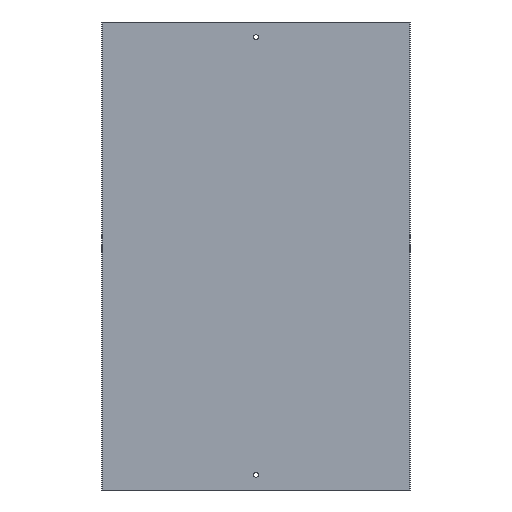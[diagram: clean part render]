
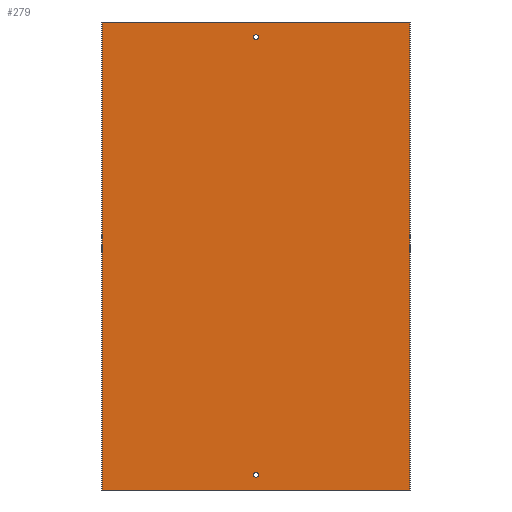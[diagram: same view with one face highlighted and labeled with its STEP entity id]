
A CAD part, front view. The second image highlights one B-rep face of the part: STEP entity #279.
In plain terms, the highlighted planar face has unit normal (0, -1, 0).
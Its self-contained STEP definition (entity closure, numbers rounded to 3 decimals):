
#8 = AXIS2_PLACEMENT_3D ( 'NONE', #423, #428, #382 ) ;
#18 = AXIS2_PLACEMENT_3D ( 'NONE', #335, #309, #315 ) ;
#24 = AXIS2_PLACEMENT_3D ( 'NONE', #306, #307, #310 ) ;
#28 = EDGE_CURVE ( 'NONE', #111, #170, #87, .T. ) ;
#30 = EDGE_CURVE ( 'NONE', #211, #211, #80, .T. ) ;
#31 = EDGE_CURVE ( 'NONE', #202, #202, #74, .T. ) ;
#33 = EDGE_CURVE ( 'NONE', #170, #121, #76, .T. ) ;
#35 = EDGE_CURVE ( 'NONE', #111, #117, #75, .T. ) ;
#55 = EDGE_CURVE ( 'NONE', #117, #121, #240, .T. ) ;
#72 = VECTOR ( 'NONE', #312, 1000. ) ;
#73 = VECTOR ( 'NONE', #334, 1000. ) ;
#74 = CIRCLE ( 'NONE', #18, 2.5 ) ;
#75 = LINE ( 'NONE', #305, #73 ) ;
#76 = LINE ( 'NONE', #351, #72 ) ;
#79 = VECTOR ( 'NONE', #349, 1000. ) ;
#80 = CIRCLE ( 'NONE', #24, 2.5 ) ;
#87 = LINE ( 'NONE', #330, #79 ) ;
#93 = EDGE_LOOP ( 'NONE', ( #175 ) ) ;
#97 = EDGE_LOOP ( 'NONE', ( #122 ) ) ;
#101 = EDGE_LOOP ( 'NONE', ( #127, #178, #124, #125 ) ) ;
#111 = VERTEX_POINT ( 'NONE', #393 ) ;
#117 = VERTEX_POINT ( 'NONE', #398 ) ;
#121 = VERTEX_POINT ( 'NONE', #403 ) ;
#122 = ORIENTED_EDGE ( 'NONE', *, *, #31, .F. ) ;
#124 = ORIENTED_EDGE ( 'NONE', *, *, #35, .F. ) ;
#125 = ORIENTED_EDGE ( 'NONE', *, *, #28, .T. ) ;
#127 = ORIENTED_EDGE ( 'NONE', *, *, #33, .T. ) ;
#170 = VERTEX_POINT ( 'NONE', #405 ) ;
#175 = ORIENTED_EDGE ( 'NONE', *, *, #30, .F. ) ;
#178 = ORIENTED_EDGE ( 'NONE', *, *, #55, .F. ) ;
#202 = VERTEX_POINT ( 'NONE', #374 ) ;
#211 = VERTEX_POINT ( 'NONE', #433 ) ;
#213 = FACE_BOUND ( 'NONE', #93, .T. ) ;
#214 = FACE_OUTER_BOUND ( 'NONE', #101, .T. ) ;
#216 = FACE_BOUND ( 'NONE', #97, .T. ) ;
#235 = VECTOR ( 'NONE', #350, 1000. ) ;
#240 = LINE ( 'NONE', #311, #235 ) ;
#279 = ADVANCED_FACE ( 'NONE', ( #213, #216, #214 ), #386, .F. ) ;
#305 = CARTESIAN_POINT ( 'NONE',  ( -151., 0., 460. ) ) ;
#306 = CARTESIAN_POINT ( 'NONE',  ( 0., 0., 445. ) ) ;
#307 = DIRECTION ( 'NONE',  ( 0., -1., 0. ) ) ;
#309 = DIRECTION ( 'NONE',  ( 0., -1., 0. ) ) ;
#310 = DIRECTION ( 'NONE',  ( 0., 0., 1. ) ) ;
#311 = CARTESIAN_POINT ( 'NONE',  ( 151., 0., 460. ) ) ;
#312 = DIRECTION ( 'NONE',  ( 1., 0., 0. ) ) ;
#315 = DIRECTION ( 'NONE',  ( 0., 0., 1. ) ) ;
#330 = CARTESIAN_POINT ( 'NONE',  ( -151., 0., 460. ) ) ;
#334 = DIRECTION ( 'NONE',  ( 1., 0., 0. ) ) ;
#335 = CARTESIAN_POINT ( 'NONE',  ( 0., 0., 15. ) ) ;
#349 = DIRECTION ( 'NONE',  ( 0., 0., -1. ) ) ;
#350 = DIRECTION ( 'NONE',  ( 0., 0., -1. ) ) ;
#351 = CARTESIAN_POINT ( 'NONE',  ( -151., 0., 0. ) ) ;
#374 = CARTESIAN_POINT ( 'NONE',  ( 0., 0., 17.5 ) ) ;
#382 = DIRECTION ( 'NONE',  ( 0., 0., 1. ) ) ;
#386 = PLANE ( 'NONE',  #8 ) ;
#393 = CARTESIAN_POINT ( 'NONE',  ( -151., 0., 460. ) ) ;
#398 = CARTESIAN_POINT ( 'NONE',  ( 151., 0., 460. ) ) ;
#403 = CARTESIAN_POINT ( 'NONE',  ( 151., 0., 0. ) ) ;
#405 = CARTESIAN_POINT ( 'NONE',  ( -151., 0., 0. ) ) ;
#423 = CARTESIAN_POINT ( 'NONE',  ( -151., 0., 460. ) ) ;
#428 = DIRECTION ( 'NONE',  ( 0., 1., 0. ) ) ;
#433 = CARTESIAN_POINT ( 'NONE',  ( 0., 0., 447.5 ) ) ;
